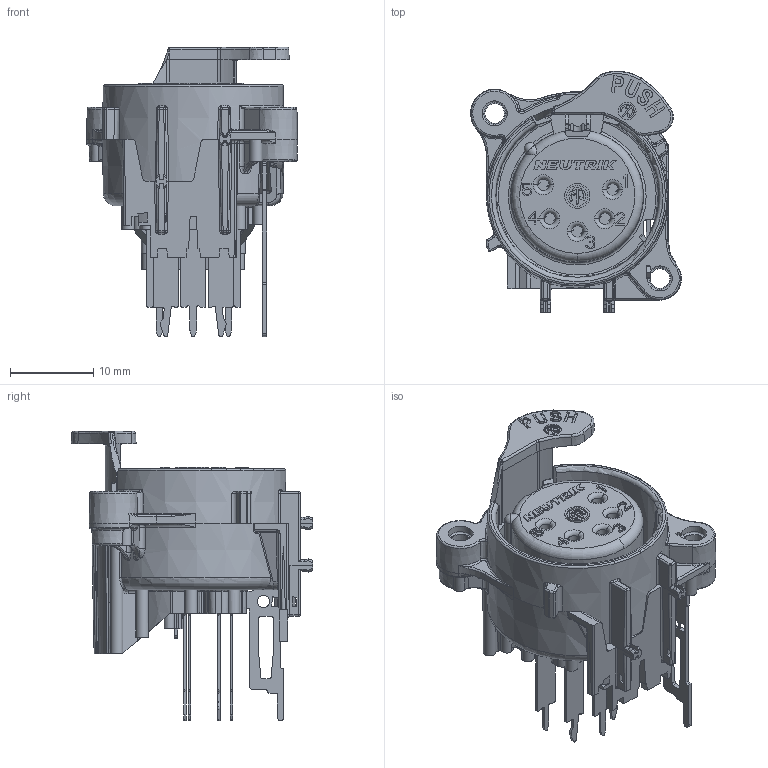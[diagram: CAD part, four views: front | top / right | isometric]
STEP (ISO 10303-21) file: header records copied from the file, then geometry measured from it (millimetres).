
FILE_DESCRIPTION((''),'2;1');
FILE_NAME('MOD00052429','2024-05-14T14:30:18',('phk'),(''),'CREO PARAMETRIC BY PTC INC, 2023424','CREO PARAMETRIC BY PTC INC, 2023424','');
FILE_SCHEMA(('AP242_MANAGED_MODEL_BASED_3D_ENGINEERING_MIM_LF { 1 0 10303 442 1 1 4 }'));
Products named in the file (1): MOD00052429
Bounding box: 25.3 x 28.94 x 34.7 mm (x, y, z)
Volume: 5399 mm3; surface area: 6238.4 mm2
Topology: 1 solids, 6 shells, 2145 faces, 6038 edges, 3860 vertices
Faces by surface type: plane 978, cylinder 567, bspline 216, torus 141, cone 127, sphere 63, extrusion 53
Entity records: 92488 total; most frequent: CARTESIAN_POINT 25690, ORIENTED_EDGE 11954, DIRECTION 10076, EDGE_CURVE 5977, VERTEX_POINT 3860, AXIS2_PLACEMENT_3D 3431, VECTOR 3214, LINE 3161
